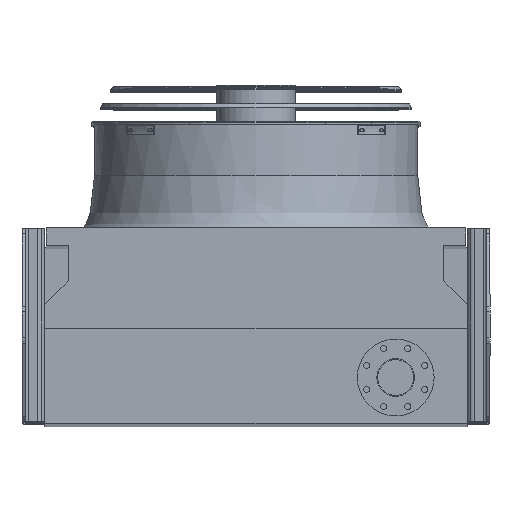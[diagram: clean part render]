
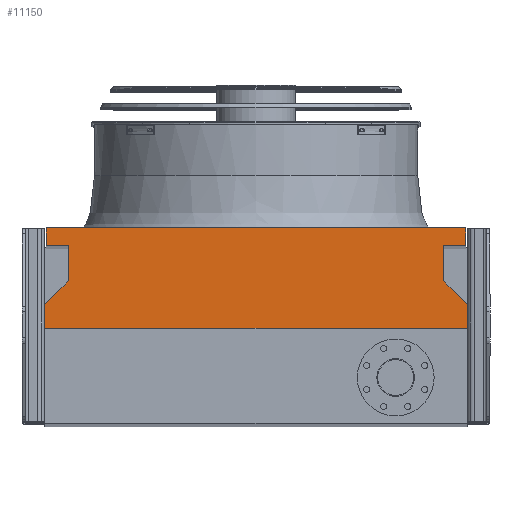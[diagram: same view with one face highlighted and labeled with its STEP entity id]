
A CAD part, top view. The second image highlights one B-rep face of the part: STEP entity #11150.
In plain terms, the highlighted planar face has unit normal (0, 0, 1).
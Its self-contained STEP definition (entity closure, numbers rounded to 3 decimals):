
#225 = LINE ( 'NONE', #8503, #4443 ) ;
#527 = EDGE_CURVE ( 'NONE', #13870, #11679, #7517, .T. ) ;
#589 = VECTOR ( 'NONE', #8964, 1000. ) ;
#736 = DIRECTION ( 'NONE',  ( 1., 0., 0. ) ) ;
#1655 = VECTOR ( 'NONE', #2417, 1000. ) ;
#2417 = DIRECTION ( 'NONE',  ( 0., -1., 0. ) ) ;
#2531 = EDGE_CURVE ( 'NONE', #10529, #5375, #17760, .T. ) ;
#2603 = ORIENTED_EDGE ( 'NONE', *, *, #527, .T. ) ;
#2854 = CARTESIAN_POINT ( 'NONE',  ( -605., 340.855, 0. ) ) ;
#3031 = CARTESIAN_POINT ( 'NONE',  ( -601., 509.514, 0. ) ) ;
#3252 = ORIENTED_EDGE ( 'NONE', *, *, #9518, .T. ) ;
#3496 = LINE ( 'NONE', #3031, #15565 ) ;
#4443 = VECTOR ( 'NONE', #13257, 1000. ) ;
#4882 = CARTESIAN_POINT ( 'NONE',  ( -538., 509.514, 0. ) ) ;
#5196 = VECTOR ( 'NONE', #13468, 1000. ) ;
#5214 = VECTOR ( 'NONE', #20066, 1000. ) ;
#5375 = VERTEX_POINT ( 'NONE', #17102 ) ;
#5704 = LINE ( 'NONE', #18474, #5214 ) ;
#5766 = ORIENTED_EDGE ( 'NONE', *, *, #13148, .T. ) ;
#6113 = ORIENTED_EDGE ( 'NONE', *, *, #17597, .T. ) ;
#6423 = CARTESIAN_POINT ( 'NONE',  ( -601., 509.514, 0. ) ) ;
#6625 = EDGE_CURVE ( 'NONE', #17508, #16309, #13650, .T. ) ;
#7517 = LINE ( 'NONE', #17018, #15404 ) ;
#7726 = LINE ( 'NONE', #19476, #19802 ) ;
#7771 = DIRECTION ( 'NONE',  ( 0., 1., 0. ) ) ;
#7996 = FACE_OUTER_BOUND ( 'NONE', #16799, .T. ) ;
#8503 = CARTESIAN_POINT ( 'NONE',  ( 538., 509.514, 0. ) ) ;
#8566 = CARTESIAN_POINT ( 'NONE',  ( 601., 509.514, 0. ) ) ;
#8584 = CARTESIAN_POINT ( 'NONE',  ( 538., 407.855, 0. ) ) ;
#8619 = CARTESIAN_POINT ( 'NONE',  ( 0., 0., 0. ) ) ;
#8936 = ORIENTED_EDGE ( 'NONE', *, *, #6625, .T. ) ;
#8964 = DIRECTION ( 'NONE',  ( -0.707, -0.707, 0. ) ) ;
#9222 = DIRECTION ( 'NONE',  ( 0., -1., 0. ) ) ;
#9518 = EDGE_CURVE ( 'NONE', #10240, #10529, #16446, .T. ) ;
#9685 = VERTEX_POINT ( 'NONE', #8566 ) ;
#9838 = CARTESIAN_POINT ( 'NONE',  ( -605., 0., 0. ) ) ;
#10030 = DIRECTION ( 'NONE',  ( 1., 0., 0. ) ) ;
#10200 = DIRECTION ( 'NONE',  ( 0., 0., 1. ) ) ;
#10240 = VERTEX_POINT ( 'NONE', #19760 ) ;
#10385 = DIRECTION ( 'NONE',  ( 0., 1., 0. ) ) ;
#10529 = VERTEX_POINT ( 'NONE', #8584 ) ;
#10932 = CARTESIAN_POINT ( 'NONE',  ( 601., 509.514, 0. ) ) ;
#11150 = ADVANCED_FACE ( 'NONE', ( #7996 ), #18065, .T. ) ;
#11254 = DIRECTION ( 'NONE',  ( -0.707, 0.707, 0. ) ) ;
#11431 = VERTEX_POINT ( 'NONE', #6423 ) ;
#11525 = VERTEX_POINT ( 'NONE', #9838 ) ;
#11679 = VERTEX_POINT ( 'NONE', #13352 ) ;
#11728 = VECTOR ( 'NONE', #11254, 1000. ) ;
#11806 = LINE ( 'NONE', #10932, #19726 ) ;
#12025 = EDGE_CURVE ( 'NONE', #11431, #13870, #7726, .T. ) ;
#12386 = ORIENTED_EDGE ( 'NONE', *, *, #18730, .T. ) ;
#12674 = LINE ( 'NONE', #18423, #589 ) ;
#13148 = EDGE_CURVE ( 'NONE', #16309, #11431, #3496, .T. ) ;
#13172 = CARTESIAN_POINT ( 'NONE',  ( -601., 560., 0. ) ) ;
#13243 = DIRECTION ( 'NONE',  ( -1., 0., 0. ) ) ;
#13257 = DIRECTION ( 'NONE',  ( 1., 0., 0. ) ) ;
#13352 = CARTESIAN_POINT ( 'NONE',  ( -538., 407.855, 0. ) ) ;
#13435 = CARTESIAN_POINT ( 'NONE',  ( -605., 0., 0. ) ) ;
#13468 = DIRECTION ( 'NONE',  ( 0., 1., 0. ) ) ;
#13650 = LINE ( 'NONE', #13172, #17359 ) ;
#13757 = ORIENTED_EDGE ( 'NONE', *, *, #15113, .T. ) ;
#13870 = VERTEX_POINT ( 'NONE', #4882 ) ;
#14044 = ORIENTED_EDGE ( 'NONE', *, *, #14119, .T. ) ;
#14119 = EDGE_CURVE ( 'NONE', #5375, #9685, #225, .T. ) ;
#14212 = LINE ( 'NONE', #18244, #17922 ) ;
#14494 = CARTESIAN_POINT ( 'NONE',  ( 605., 340.855, 0. ) ) ;
#14657 = EDGE_CURVE ( 'NONE', #11525, #18298, #5704, .T. ) ;
#15113 = EDGE_CURVE ( 'NONE', #9685, #17508, #11806, .T. ) ;
#15404 = VECTOR ( 'NONE', #15489, 1000. ) ;
#15489 = DIRECTION ( 'NONE',  ( 0., -1., 0. ) ) ;
#15565 = VECTOR ( 'NONE', #9222, 1000. ) ;
#15590 = CARTESIAN_POINT ( 'NONE',  ( 605., 0., 0. ) ) ;
#15693 = CARTESIAN_POINT ( 'NONE',  ( -601., 560., 0. ) ) ;
#16309 = VERTEX_POINT ( 'NONE', #15693 ) ;
#16446 = LINE ( 'NONE', #14494, #11728 ) ;
#16759 = ORIENTED_EDGE ( 'NONE', *, *, #2531, .T. ) ;
#16799 = EDGE_LOOP ( 'NONE', ( #19949, #17674, #6113, #3252, #16759, #14044, #13757, #8936, #5766, #17064, #2603, #12386 ) ) ;
#17003 = AXIS2_PLACEMENT_3D ( 'NONE', #8619, #10200, #736 ) ;
#17018 = CARTESIAN_POINT ( 'NONE',  ( -538., 407.855, 0. ) ) ;
#17064 = ORIENTED_EDGE ( 'NONE', *, *, #12025, .T. ) ;
#17095 = EDGE_CURVE ( 'NONE', #20151, #11525, #17943, .T. ) ;
#17102 = CARTESIAN_POINT ( 'NONE',  ( 538., 509.514, 0. ) ) ;
#17359 = VECTOR ( 'NONE', #13243, 1000. ) ;
#17508 = VERTEX_POINT ( 'NONE', #17976 ) ;
#17597 = EDGE_CURVE ( 'NONE', #18298, #10240, #14212, .T. ) ;
#17674 = ORIENTED_EDGE ( 'NONE', *, *, #14657, .T. ) ;
#17760 = LINE ( 'NONE', #19817, #5196 ) ;
#17922 = VECTOR ( 'NONE', #10385, 1000. ) ;
#17943 = LINE ( 'NONE', #13435, #1655 ) ;
#17976 = CARTESIAN_POINT ( 'NONE',  ( 601., 560., 0. ) ) ;
#18065 = PLANE ( 'NONE',  #17003 ) ;
#18244 = CARTESIAN_POINT ( 'NONE',  ( 605., 0., 0. ) ) ;
#18298 = VERTEX_POINT ( 'NONE', #15590 ) ;
#18423 = CARTESIAN_POINT ( 'NONE',  ( -605., 340.855, 0. ) ) ;
#18474 = CARTESIAN_POINT ( 'NONE',  ( -605., 0., 0. ) ) ;
#18730 = EDGE_CURVE ( 'NONE', #11679, #20151, #12674, .T. ) ;
#19476 = CARTESIAN_POINT ( 'NONE',  ( -538., 509.514, 0. ) ) ;
#19726 = VECTOR ( 'NONE', #7771, 1000. ) ;
#19760 = CARTESIAN_POINT ( 'NONE',  ( 605., 340.855, 0. ) ) ;
#19802 = VECTOR ( 'NONE', #10030, 1000. ) ;
#19817 = CARTESIAN_POINT ( 'NONE',  ( 538., 407.855, 0. ) ) ;
#19949 = ORIENTED_EDGE ( 'NONE', *, *, #17095, .T. ) ;
#20066 = DIRECTION ( 'NONE',  ( 1., 0., 0. ) ) ;
#20151 = VERTEX_POINT ( 'NONE', #2854 ) ;
